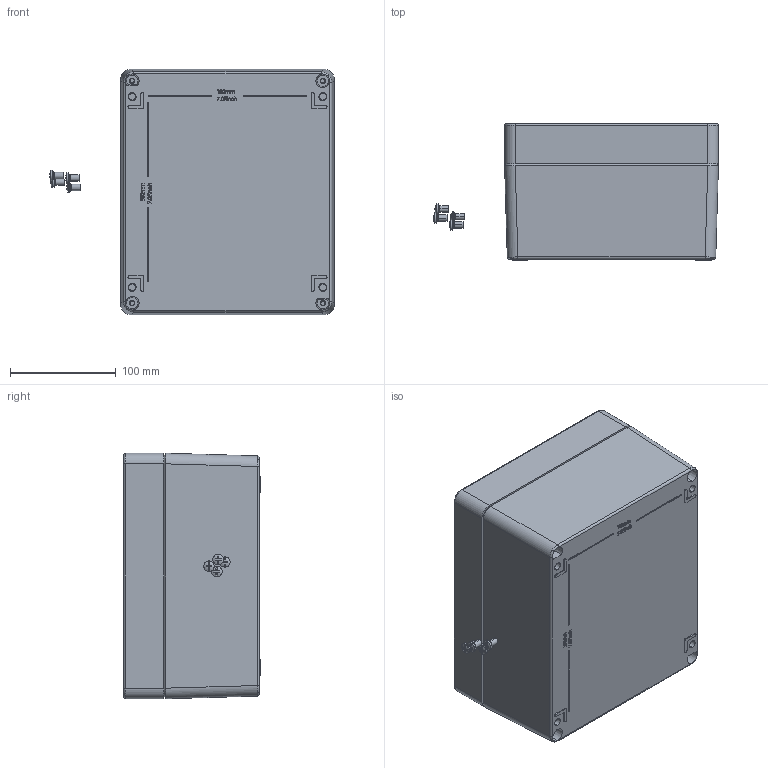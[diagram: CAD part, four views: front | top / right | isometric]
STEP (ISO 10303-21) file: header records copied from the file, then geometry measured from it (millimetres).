
FILE_DESCRIPTION (( 'STEP AP214' ), '1' );
FILE_NAME ('13100000.STEP', '2012-06-21T12:52:30', ( ' ' ), ( '' ), 'SwSTEP 2.0', 'SolidWorks 2011', '' );
FILE_SCHEMA (( 'AUTOMOTIVE_DESIGN' ));
Length unit declared in the file: millimetre
Products named in the file (8): 93117; 93261; 99999; 83111; 51233; 13100000; 01060_Bearbeitung nach Zeichng. 01-2-010600-01-0; 08060_Bearbeitung nach Zeichng. 13-2-080600-01-0
Assembly tree (18 placements, depth 3):
  13100000
    93117
    83111  x4
    99999  x2
    01060_Bearbeitung nach Zeichng. 01-2-010600-01-0
    93261  x4
    51233
      93117  x4
    08060_Bearbeitung nach Zeichng. 13-2-080600-01-0
Bounding box: 269.07 x 129 x 232 mm (x, y, z)
Volume: 919269.7 mm3; surface area: 380208.7 mm2
Topology: 22 solids, 22 shells, 1809 faces, 4333 edges, 2672 vertices
Faces by surface type: plane 798, bspline 334, cone 297, cylinder 295, torus 78, sphere 7
Entity records: 61867 total; most frequent: CARTESIAN_POINT 29983, ORIENTED_EDGE 6982, DIRECTION 5628, EDGE_CURVE 3491, VERTEX_POINT 2199, AXIS2_PLACEMENT_3D 1979, LINE 1670, VECTOR 1670
